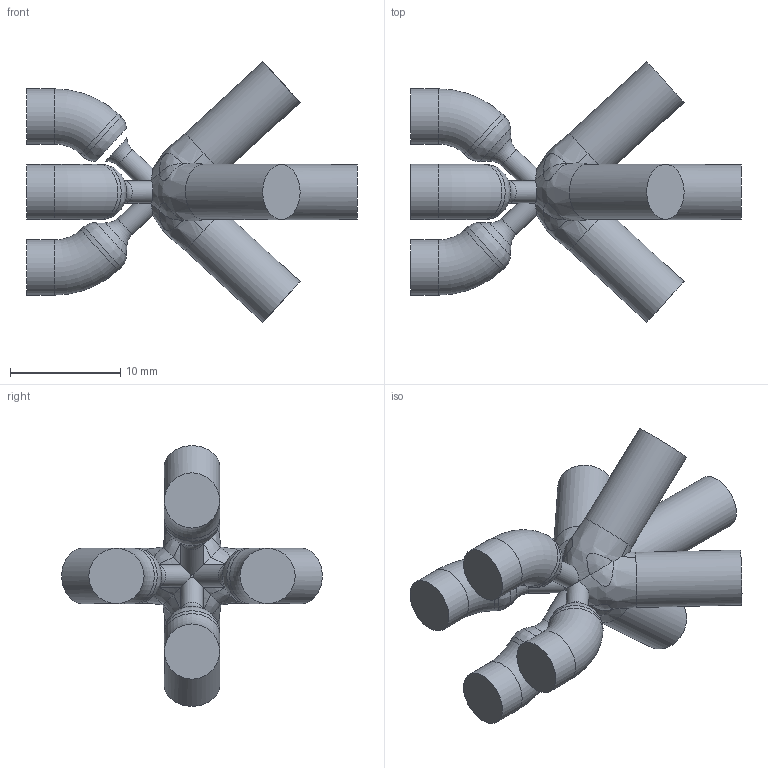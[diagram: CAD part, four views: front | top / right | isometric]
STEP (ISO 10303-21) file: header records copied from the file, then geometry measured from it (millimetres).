
FILE_DESCRIPTION(/* description */ (''),/* implementation_level */ '2;1');
FILE_NAME(/* name */ 'Logic-4-Way-AND-NOT-Pipe.step',/* time_stamp */ '2022-04-06T18:05:55+01:00',/* author */ (''),/* organization */ (''),/* preprocessor_version */ 'ST-DEVELOPER v18.1',/* originating_system */ 'Autodesk Translation Framework v10.13.0.1454',/* authorisation */ '');
FILE_SCHEMA (('AUTOMOTIVE_DESIGN { 1 0 10303 214 3 1 1 }'));
Length unit declared in the file: millimetre
Products named in the file (2): AND_4way_5mm_pipe; logic gate and v14
Assembly tree (1 placements, depth 2):
  AND_4way_5mm_pipe
    logic gate and v14
Bounding box: 30 x 23.62 x 23.62 mm (x, y, z)
Volume: 2002.4 mm3; surface area: 1764.9 mm2
Topology: 1 solids, 1 shells, 62 faces, 165 edges, 105 vertices
Faces by surface type: bspline 24, cylinder 17, plane 9, torus 8, cone 4
Full cylindrical faces by diameter (mm): 2 x4, 5 x13
Entity records: 2878 total; most frequent: CARTESIAN_POINT 1376, ORIENTED_EDGE 330, DIRECTION 289, EDGE_CURVE 165, AXIS2_PLACEMENT_3D 134, VERTEX_POINT 105, CIRCLE 81, FACE_OUTER_BOUND 62
